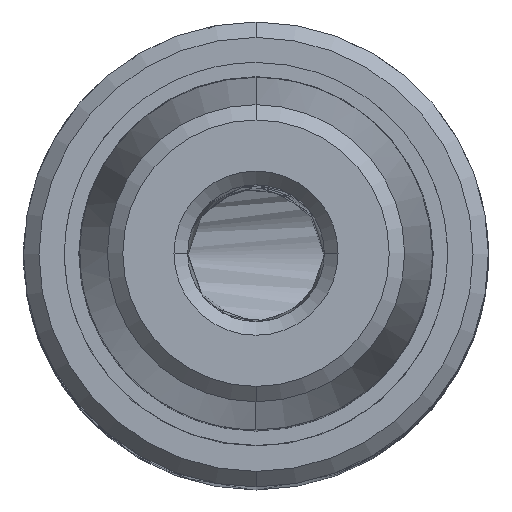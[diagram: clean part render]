
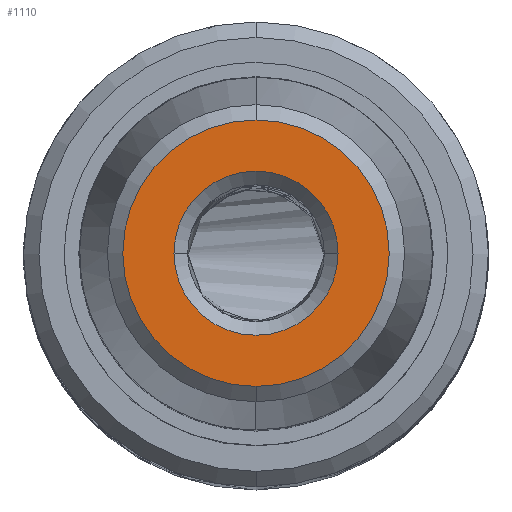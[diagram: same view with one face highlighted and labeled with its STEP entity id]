
A CAD part, top view. The second image highlights one B-rep face of the part: STEP entity #1110.
In plain terms, the highlighted free-form (B-spline) face has degree [1, 1] with [2, 2] control points.
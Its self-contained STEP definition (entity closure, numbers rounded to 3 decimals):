
#953 = EDGE_CURVE('',#954,#956,#958,.T.);
#954 = VERTEX_POINT('',#955);
#955 = CARTESIAN_POINT('',(1.5,0.,48.6));
#956 = VERTEX_POINT('',#957);
#957 = CARTESIAN_POINT('',(-1.5,0.,48.6));
#958 = CIRCLE('',#959,1.5);
#959 = AXIS2_PLACEMENT_3D('',#960,#961,#962);
#960 = CARTESIAN_POINT('',(0.,0.,48.6));
#961 = DIRECTION('',(0.,0.,-1.));
#962 = DIRECTION('',(1.,0.,0.));
#995 = EDGE_CURVE('',#956,#954,#996,.T.);
#996 = CIRCLE('',#997,1.5);
#997 = AXIS2_PLACEMENT_3D('',#998,#999,#1000);
#998 = CARTESIAN_POINT('',(0.,0.,48.6));
#999 = DIRECTION('',(0.,0.,-1.));
#1000 = DIRECTION('',(-1.,0.,0.));
#1110 = ADVANCED_FACE('',(#1111,#1131),#1135,.T.);
#1111 = FACE_BOUND('',#1112,.T.);
#1112 = EDGE_LOOP('',(#1113,#1124));
#1113 = ORIENTED_EDGE('',*,*,#1114,.T.);
#1114 = EDGE_CURVE('',#1115,#1117,#1119,.T.);
#1115 = VERTEX_POINT('',#1116);
#1116 = CARTESIAN_POINT('',(0.,2.436,48.6));
#1117 = VERTEX_POINT('',#1118);
#1118 = CARTESIAN_POINT('',(0.,-2.436,48.6));
#1119 = CIRCLE('',#1120,2.436);
#1120 = AXIS2_PLACEMENT_3D('',#1121,#1122,#1123);
#1121 = CARTESIAN_POINT('',(0.,0.,48.6));
#1122 = DIRECTION('',(0.,-0.,1.));
#1123 = DIRECTION('',(0.,1.,0.));
#1124 = ORIENTED_EDGE('',*,*,#1125,.T.);
#1125 = EDGE_CURVE('',#1117,#1115,#1126,.T.);
#1126 = CIRCLE('',#1127,2.436);
#1127 = AXIS2_PLACEMENT_3D('',#1128,#1129,#1130);
#1128 = CARTESIAN_POINT('',(0.,0.,48.6));
#1129 = DIRECTION('',(-0.,0.,1.));
#1130 = DIRECTION('',(0.,-1.,0.));
#1131 = FACE_BOUND('',#1132,.T.);
#1132 = EDGE_LOOP('',(#1133,#1134));
#1133 = ORIENTED_EDGE('',*,*,#995,.T.);
#1134 = ORIENTED_EDGE('',*,*,#953,.T.);
#1135 = B_SPLINE_SURFACE_WITH_KNOTS('',1,1,(
    (#1136,#1137)
    ,(#1138,#1139
    )),.UNSPECIFIED.,.F.,.F.,.F.,(2,2),(2,2),(-2.556,
    2.556),(-2.556,2.556),
  .PIECEWISE_BEZIER_KNOTS.);
#1136 = CARTESIAN_POINT('',(2.556,-2.556,48.6));
#1137 = CARTESIAN_POINT('',(-2.556,-2.556,48.6));
#1138 = CARTESIAN_POINT('',(2.556,2.556,48.6));
#1139 = CARTESIAN_POINT('',(-2.556,2.556,48.6));
